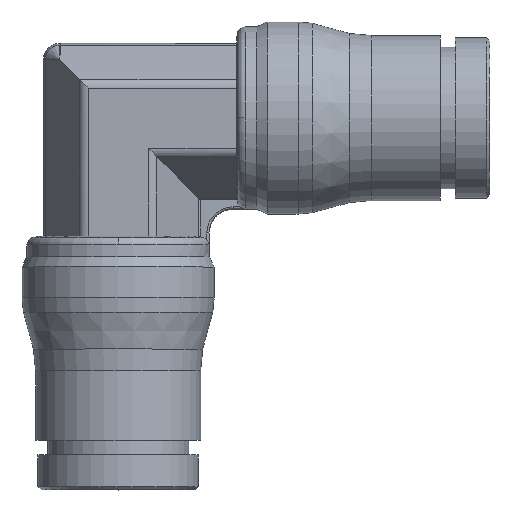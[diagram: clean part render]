
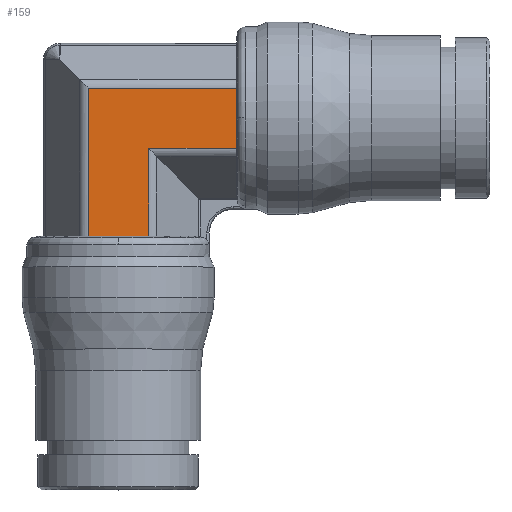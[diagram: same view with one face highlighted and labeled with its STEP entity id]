
A CAD part, top view. The second image highlights one B-rep face of the part: STEP entity #159.
In plain terms, the highlighted planar face has unit normal (0, 0, 1).
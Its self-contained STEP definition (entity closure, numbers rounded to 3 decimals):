
#159=ADVANCED_FACE('',(#397),#398,.T.);
#397=FACE_OUTER_BOUND('',#637,.T.);
#398=PLANE('',#638);
#637=EDGE_LOOP('',(#1519,#1520,#1521,#1522,#1523,#1524));
#638=AXIS2_PLACEMENT_3D('',#1525,#1526,#1527);
#1519=ORIENTED_EDGE('',*,*,#1726,.T.);
#1520=ORIENTED_EDGE('',*,*,#1757,.T.);
#1521=ORIENTED_EDGE('',*,*,#1748,.F.);
#1522=ORIENTED_EDGE('',*,*,#1817,.F.);
#1523=ORIENTED_EDGE('',*,*,#1813,.T.);
#1524=ORIENTED_EDGE('',*,*,#1791,.T.);
#1525=CARTESIAN_POINT('',(-14.966,-0.029,4.5));
#1526=DIRECTION('',(0.,-0.0,1.0));
#1527=DIRECTION('',(0.0,1.0,0.0));
#1726=EDGE_CURVE('',#2138,#2139,#2140,.T.);
#1748=EDGE_CURVE('',#2173,#2176,#2177,.T.);
#1757=EDGE_CURVE('',#2139,#2176,#2188,.T.);
#1791=EDGE_CURVE('',#2230,#2138,#2231,.T.);
#1813=EDGE_CURVE('',#2256,#2230,#2257,.T.);
#1817=EDGE_CURVE('',#2256,#2173,#2261,.T.);
#2138=VERTEX_POINT('',#2960);
#2139=VERTEX_POINT('',#2961);
#2140=LINE('',#2962,#2963);
#2173=VERTEX_POINT('',#3011);
#2176=VERTEX_POINT('',#3014);
#2177=LINE('',#3015,#3016);
#2188=LINE('',#3034,#3035);
#2230=VERTEX_POINT('',#3124);
#2231=LINE('',#3125,#3126);
#2256=VERTEX_POINT('',#3163);
#2257=LINE('',#3164,#3165);
#2261=LINE('',#3171,#3172);
#2960=CARTESIAN_POINT('',(-25.295,1.865,4.5));
#2961=CARTESIAN_POINT('',(-25.295,-7.464,4.5));
#2962=CARTESIAN_POINT('',(-25.295,2.335,4.5));
#2963=VECTOR('',#3477,1.0);
#3011=CARTESIAN_POINT('',(-21.508,-1.922,4.5));
#3014=CARTESIAN_POINT('',(-21.508,-7.464,4.5));
#3015=CARTESIAN_POINT('',(-21.508,3.699,4.5));
#3016=VECTOR('',#3511,1.0);
#3034=CARTESIAN_POINT('',(-22.163,-7.464,4.5));
#3035=VECTOR('',#3522,1.0);
#3124=CARTESIAN_POINT('',(-15.966,1.865,4.5));
#3125=CARTESIAN_POINT('',(-14.966,1.865,4.5));
#3126=VECTOR('',#3592,1.0);
#3163=CARTESIAN_POINT('',(-15.966,-1.922,4.5));
#3164=CARTESIAN_POINT('',(-15.966,1.239,4.5));
#3165=VECTOR('',#3647,1.0);
#3171=CARTESIAN_POINT('',(-14.966,-1.922,4.5));
#3172=VECTOR('',#3653,1.0);
#3477=DIRECTION('',(0.,-1.0,0.));
#3511=DIRECTION('',(0.,-1.0,0.));
#3522=DIRECTION('',(1.0,0.,0.));
#3592=DIRECTION('',(-1.0,0.0,0.));
#3647=DIRECTION('',(0.,1.0,0.));
#3653=DIRECTION('',(-1.0,0.0,0.));
